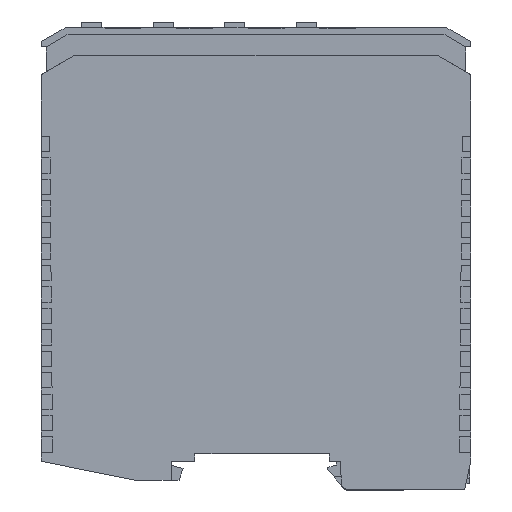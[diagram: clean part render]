
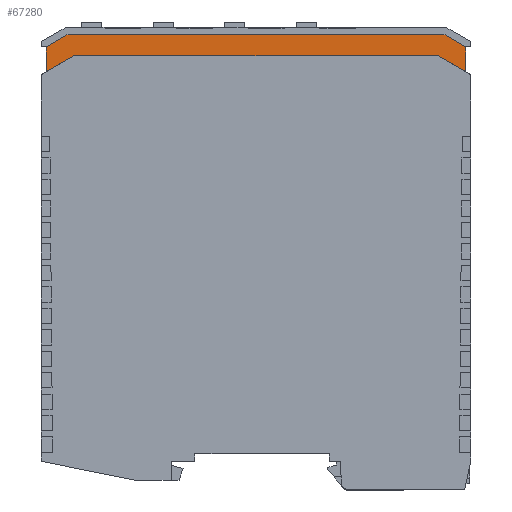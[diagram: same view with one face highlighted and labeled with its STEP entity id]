
A CAD part, left-side view. The second image highlights one B-rep face of the part: STEP entity #67280.
In plain terms, the highlighted face is planar.
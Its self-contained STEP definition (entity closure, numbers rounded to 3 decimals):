
#51610=CARTESIAN_POINT('',(81.115,-19.232,
-33.732));
#51620=VERTEX_POINT('',#51610);
#66380=CARTESIAN_POINT('',(86.285,68.587,
-33.687));
#66390=VERTEX_POINT('',#66380);
#66420=CARTESIAN_POINT('',(60.947,24.7,
-33.908));
#66430=DIRECTION('',(0.5,0.866,
0.004));
#66440=VECTOR('',#66430,1.);
#66450=LINE('',#66420,#66440);
#66460=CARTESIAN_POINT('',(83.,62.896,
-33.715));
#66470=VERTEX_POINT('',#66460);
#66480=EDGE_CURVE('',#66470,#66390,#66450,.T.);
#66680=CARTESIAN_POINT('',(90.5,94.307,
-33.65));
#66690=DIRECTION('',(-0.009,0.,
1.));
#66700=DIRECTION('',(0.,1.,0.));
#66710=AXIS2_PLACEMENT_3D('',#66680,#66690,#66700);
#66720=PLANE('',#66710);
#66730=CARTESIAN_POINT('',(55.751,24.7,
-33.953));
#66740=DIRECTION('',(0.5,0.866,
0.004));
#66750=VECTOR('',#66740,1.);
#66760=LINE('',#66730,#66750);
#66770=CARTESIAN_POINT('',(78.5,64.102,
-33.755));
#66780=VERTEX_POINT('',#66770);
#66790=CARTESIAN_POINT('',(81.115,68.632,
-33.732));
#66800=VERTEX_POINT('',#66790);
#66810=EDGE_CURVE('',#66780,#66800,#66760,.T.);
#66820=ORIENTED_EDGE('',*,*,#66810,.T.);
#66830=CARTESIAN_POINT('',(78.5,24.7,
-33.755));
#66840=DIRECTION('',(0.,-1.,0.));
#66850=VECTOR('',#66840,1.);
#66860=LINE('',#66830,#66850);
#66870=CARTESIAN_POINT('',(78.5,-14.702,
-33.755));
#66880=VERTEX_POINT('',#66870);
#66890=EDGE_CURVE('',#66780,#66880,#66860,.T.);
#66900=ORIENTED_EDGE('',*,*,#66890,.F.);
#66910=CARTESIAN_POINT('',(55.751,24.7,
-33.953));
#66920=DIRECTION('',(0.5,-0.866,
0.004));
#66930=VECTOR('',#66920,1.);
#66940=LINE('',#66910,#66930);
#66950=EDGE_CURVE('',#66880,#51620,#66940,.T.);
#66960=ORIENTED_EDGE('',*,*,#66950,.F.);
#66970=CARTESIAN_POINT('',(124.8,-18.851,
-33.35));
#66980=DIRECTION('',(-1.,-0.009,
-0.009));
#66990=VECTOR('',#66980,1.);
#67000=LINE('',#66970,#66990);
#67010=CARTESIAN_POINT('',(86.285,-19.187,
-33.687));
#67020=VERTEX_POINT('',#67010);
#67030=EDGE_CURVE('',#67020,#51620,#67000,.T.);
#67040=ORIENTED_EDGE('',*,*,#67030,.T.);
#67050=CARTESIAN_POINT('',(60.947,24.7,
-33.908));
#67060=DIRECTION('',(-0.5,0.866,
-0.004));
#67070=VECTOR('',#67060,1.);
#67080=LINE('',#67050,#67070);
#67090=CARTESIAN_POINT('',(83.,-13.496,
-33.715));
#67100=VERTEX_POINT('',#67090);
#67110=EDGE_CURVE('',#67020,#67100,#67080,.T.);
#67120=ORIENTED_EDGE('',*,*,#67110,.F.);
#67130=CARTESIAN_POINT('',(83.,24.7,
-33.715));
#67140=DIRECTION('',(0.,1.,0.));
#67150=VECTOR('',#67140,1.);
#67160=LINE('',#67130,#67150);
#67170=EDGE_CURVE('',#67100,#66470,#67160,.T.);
#67180=ORIENTED_EDGE('',*,*,#67170,.F.);
#67190=ORIENTED_EDGE('',*,*,#66480,.F.);
#67200=CARTESIAN_POINT('',(124.8,68.251,
-33.35));
#67210=DIRECTION('',(1.,-0.009,
0.009));
#67220=VECTOR('',#67210,1.);
#67230=LINE('',#67200,#67220);
#67240=EDGE_CURVE('',#66800,#66390,#67230,.T.);
#67250=ORIENTED_EDGE('',*,*,#67240,.T.);
#67260=EDGE_LOOP('',(#67250,#67190,#67180,#67120,#67040,#66960,#66900,
#66820));
#67270=FACE_OUTER_BOUND('',#67260,.T.);
#67280=ADVANCED_FACE('',(#67270),#66720,.F.);
